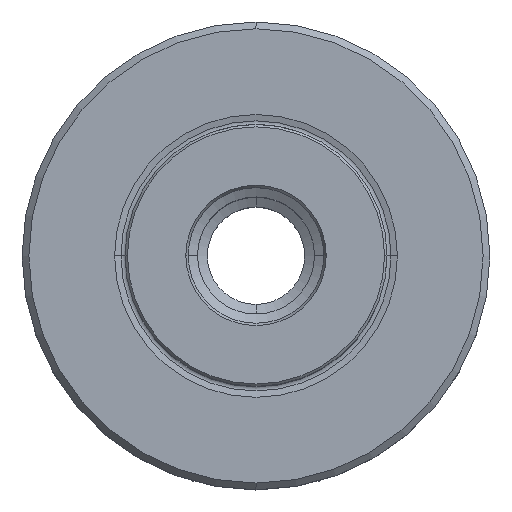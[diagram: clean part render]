
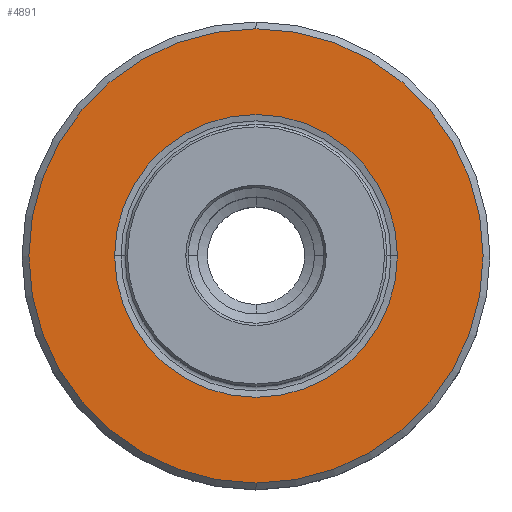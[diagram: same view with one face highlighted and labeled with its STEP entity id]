
A CAD part, top view. The second image highlights one B-rep face of the part: STEP entity #4891.
In plain terms, the highlighted planar face has unit normal (0, 0, 1).
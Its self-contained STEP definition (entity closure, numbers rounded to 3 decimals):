
#2197=VERTEX_POINT('NONE',#5700);
#2447=EDGE_CURVE('NONE',#2197,#3977,#5977,.T.);
#3523=EDGE_CURVE('NONE',#4661,#3951,#7175,.T.);
#3951=VERTEX_POINT('NONE',#7651);
#3977=VERTEX_POINT('NONE',#7680);
#4047=EDGE_CURVE('NONE',#3977,#2197,#7755,.T.);
#4661=VERTEX_POINT('NONE',#8413);
#4799=EDGE_CURVE('NONE',#3951,#4661,#8565,.T.);
#4891=ADVANCED_FACE('NONE',(#8662,#8663),#8664,.F.);
#5700=CARTESIAN_POINT('',(0.,24.275,0.0));
#5977=CIRCLE('',#11255,24.275);
#7175=CIRCLE('',#14357,15.112);
#7651=CARTESIAN_POINT('',(-15.112,0.,0.0));
#7680=CARTESIAN_POINT('',(0.0,-24.275,0.0));
#7755=CIRCLE('',#15994,24.275);
#8413=CARTESIAN_POINT('',(15.112,0.,0.0));
#8565=CIRCLE('',#18192,15.112);
#8662=FACE_OUTER_BOUND('',#18393,.T.);
#8663=FACE_BOUND('',#18394,.T.);
#8664=PLANE('',#18395);
#11255=AXIS2_PLACEMENT_3D('',#19980,#19981,#19982);
#14357=AXIS2_PLACEMENT_3D('',#21269,#21270,#21271);
#15994=AXIS2_PLACEMENT_3D('',#21852,#21853,#21854);
#18192=AXIS2_PLACEMENT_3D('',#22551,#22552,#22553);
#18393=EDGE_LOOP('',(#22635,#22636));
#18394=EDGE_LOOP('',(#22637,#22638));
#18395=AXIS2_PLACEMENT_3D('',#22639,#22640,#22641);
#19980=CARTESIAN_POINT('',(0.0,0.0,0.0));
#19981=DIRECTION('',(0.0,-0.0,1.0));
#19982=DIRECTION('',(0.0,1.0,0.0));
#21269=CARTESIAN_POINT('',(0.0,0.0,0.0));
#21270=DIRECTION('',(0.0,-0.0,1.0));
#21271=DIRECTION('',(0.0,1.0,0.0));
#21852=CARTESIAN_POINT('',(0.0,0.0,0.0));
#21853=DIRECTION('',(0.0,-0.0,1.0));
#21854=DIRECTION('',(0.0,1.0,0.0));
#22551=CARTESIAN_POINT('',(0.0,0.0,0.0));
#22552=DIRECTION('',(0.0,-0.0,1.0));
#22553=DIRECTION('',(0.0,1.0,0.0));
#22635=ORIENTED_EDGE('',*,*,#4047,.T.);
#22636=ORIENTED_EDGE('',*,*,#2447,.T.);
#22637=ORIENTED_EDGE('',*,*,#3523,.F.);
#22638=ORIENTED_EDGE('',*,*,#4799,.F.);
#22639=CARTESIAN_POINT('',(-17.5,0.0,0.0));
#22640=DIRECTION('',(0.0,0.0,-1.0));
#22641=DIRECTION('',(-1.0,0.0,0.0));
